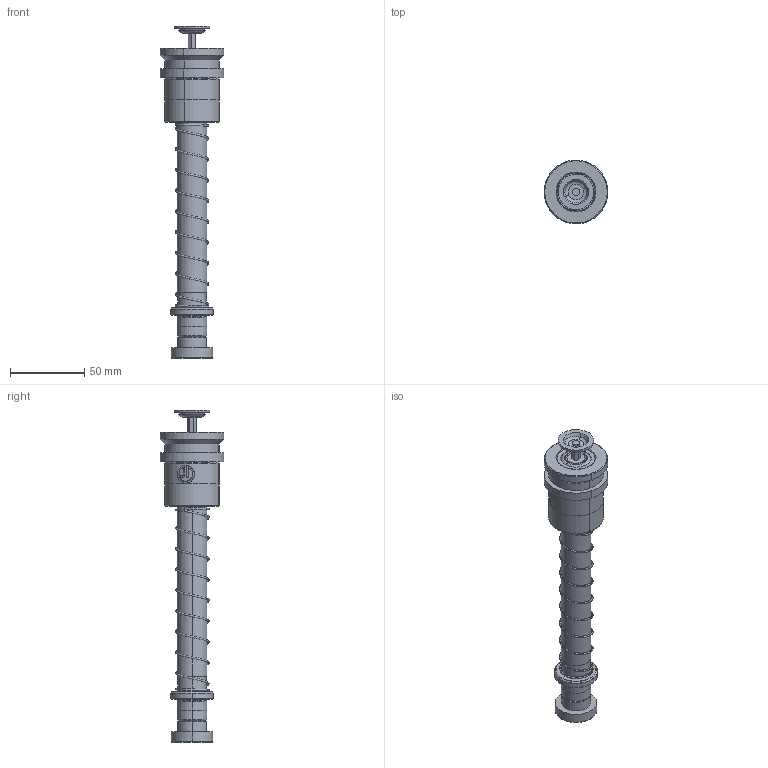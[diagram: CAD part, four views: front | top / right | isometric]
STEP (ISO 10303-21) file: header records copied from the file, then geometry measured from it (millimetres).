
FILE_DESCRIPTION (( 'STEP AP214' ), '1' );
FILE_NAME ('RTSH (RTJH)-D20-L180(BL-50).STEP', '2021-09-08T03:16:22', ( '' ), ( '' ), 'SwSTEP 2.0', 'SolidWorks 2016', '' );
FILE_SCHEMA (( 'AUTOMOTIVE_DESIGN' ));
Length unit declared in the file: millimetre
Products named in the file (199): GTM-24郪蚾; BALL-D3; GTM-M10蹟簽; TRPM-D20-L180; GTM-3-縐种; TRB20-30-20; TRP蹟簽D20; BSH25.5-20.5-L50; HWP-D22.5-d20.5-L120; GTM-24; RTSH (RTJH)-D20-L180(BL-50); BSH-D25.5-20.5-50郪蚾
Assembly tree (191 placements, depth 3):
  BALL-D3
  BALL-D3
  BALL-D3
  BALL-D3
  BALL-D3
Bounding box: 42.84 x 42.84 x 224 mm (x, y, z)
Volume: 106305.8 mm3; surface area: 51530.2 mm2
Topology: 184 solids, 184 shells, 912 faces, 3701 edges, 2453 vertices
Faces by surface type: sphere 704, cylinder 72, plane 53, cone 40, torus 22, bspline 21
Entity records: 40763 total; most frequent: CARTESIAN_POINT 22831, ORIENTED_EDGE 3144, DIRECTION 2791, EDGE_CURVE 1572, AXIS2_PLACEMENT_3D 1301, VERTEX_POINT 1025, EDGE_LOOP 921, B_SPLINE_CURVE_WITH_KNOTS 796
